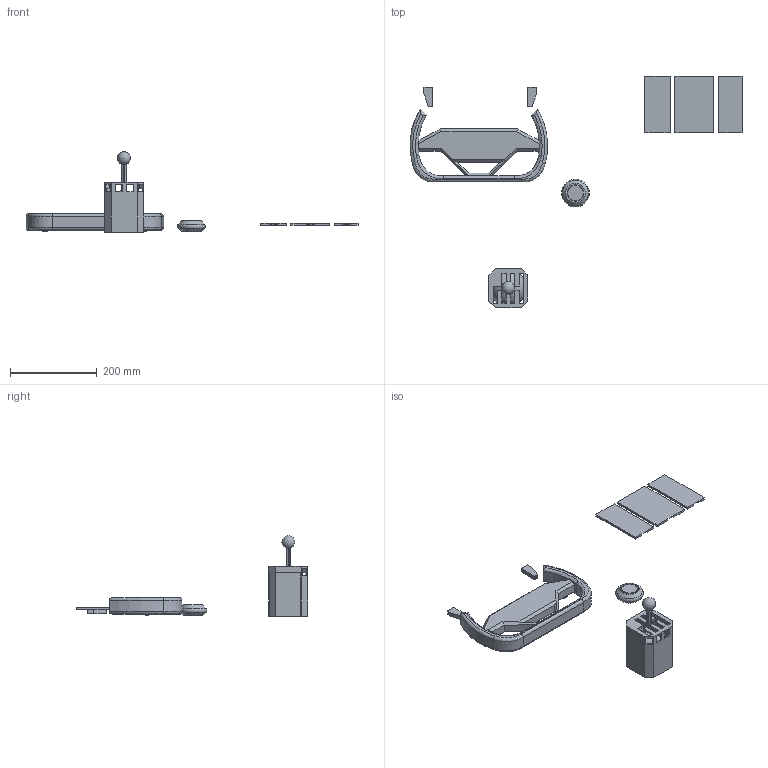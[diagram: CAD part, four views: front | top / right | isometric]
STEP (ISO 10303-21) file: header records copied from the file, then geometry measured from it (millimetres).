
FILE_DESCRIPTION(/* description */ (''),/* implementation_level */ '2;1');
FILE_NAME(/* name */ 'Parts V1.step',/* time_stamp */ '2025-05-27T18:35:07-04:00',/* author */ (''),/* organization */ (''),/* preprocessor_version */ 'ST-DEVELOPER v20.1',/* originating_system */ 'Autodesk Translation Framework v14.10.0.0',/* authorisation */ '');
FILE_SCHEMA (('AUTOMOTIVE_DESIGN { 1 0 10303 214 3 1 1 }'));
Length unit declared in the file: millimetre
Products named in the file (1): car parts
Bounding box: 767.36 x 534.91 x 186.03 mm (x, y, z)
Volume: 1464635 mm3; surface area: 301531.5 mm2
Topology: 10 solids, 10 shells, 275 faces, 711 edges, 449 vertices
Faces by surface type: plane 202, cylinder 36, bspline 20, torus 9, cone 6, sphere 2
Full cylindrical faces by diameter (mm): 4 x2, 7 x1, 10 x1, 38 x1, 45 x1
Entity records: 9525 total; most frequent: CARTESIAN_POINT 2891, ORIENTED_EDGE 1408, DIRECTION 1257, EDGE_CURVE 704, LINE 567, VECTOR 567, VERTEX_POINT 449, AXIS2_PLACEMENT_3D 345
